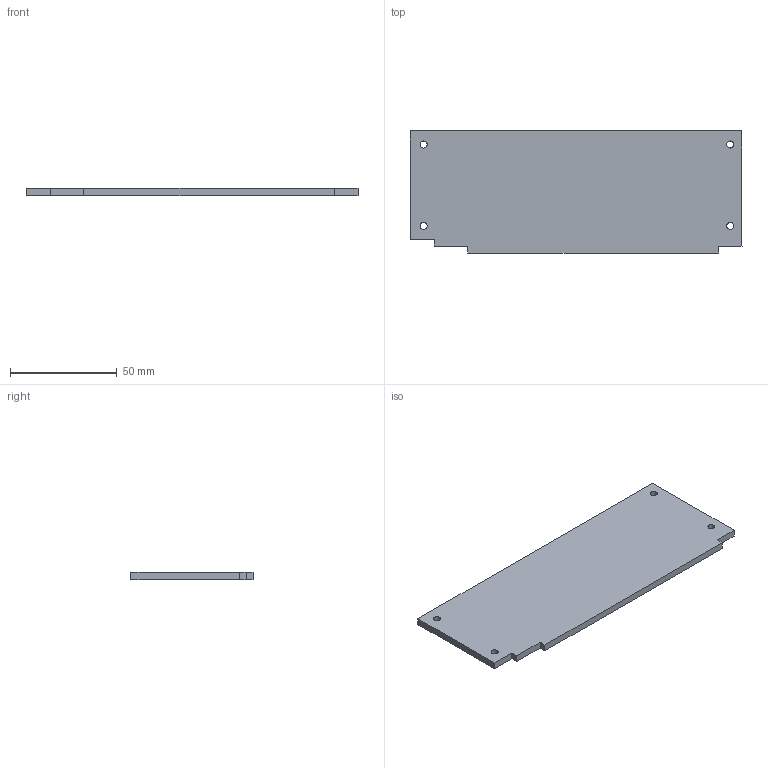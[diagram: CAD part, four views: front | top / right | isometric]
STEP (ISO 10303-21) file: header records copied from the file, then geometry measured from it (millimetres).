
FILE_DESCRIPTION(/* description */ (''),/* implementation_level */ '2;1');
FILE_NAME(/* name */ 'FP_PCB.stp',/* time_stamp */ '2020-09-16T18:12:27-04:00',/* author */ ('johnh'),/* organization */ (''),/* preprocessor_version */ 'ST-DEVELOPER v17',/* originating_system */ 'Autodesk Inventor 2019',/* authorisation */ '');
FILE_SCHEMA (('AUTOMOTIVE_DESIGN { 1 0 10303 214 3 1 1 }'));
Length unit declared in the file: inch
Products named in the file (1): Part1
Bounding box: 155.43 x 57.15 x 3.3 mm (x, y, z)
Volume: 28700.3 mm3; surface area: 20328.4 mm2
Topology: 1 solids, 2 shells, 26 faces, 72 edges, 48 vertices
Faces by surface type: plane 22, cylinder 4
Full cylindrical faces by diameter (mm): 3.302 x4
Entity records: 865 total; most frequent: CARTESIAN_POINT 147, DIRECTION 134, ORIENTED_EDGE 124, EDGE_CURVE 72, LINE 64, VECTOR 64, VERTEX_POINT 48, AXIS2_PLACEMENT_3D 35
